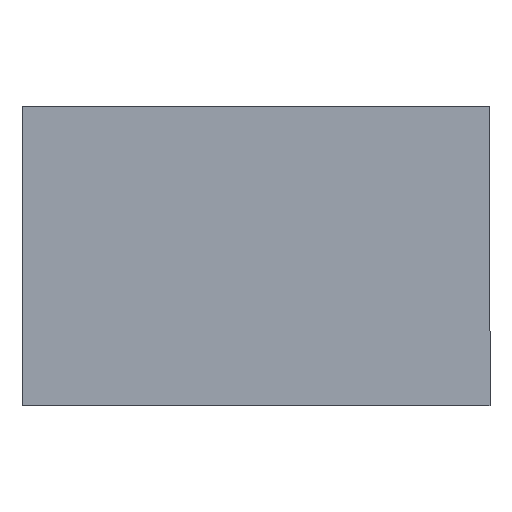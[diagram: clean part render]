
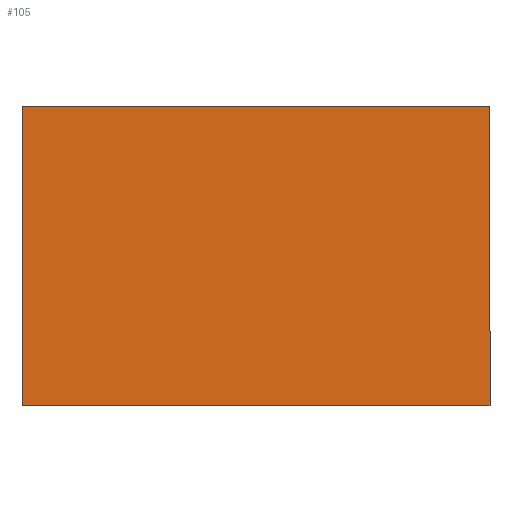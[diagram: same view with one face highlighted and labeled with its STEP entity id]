
A CAD part, left-side view. The second image highlights one B-rep face of the part: STEP entity #105.
In plain terms, the highlighted face is planar.
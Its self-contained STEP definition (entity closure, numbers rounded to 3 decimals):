
#105 = ADVANCED_FACE( '', ( #177 ), #178, .T. );
#177 = FACE_OUTER_BOUND( '', #227, .T. );
#178 = PLANE( '', #228 );
#227 = EDGE_LOOP( '', ( #310, #311, #312, #313 ) );
#228 = AXIS2_PLACEMENT_3D( '', #314, #315, #316 );
#310 = ORIENTED_EDGE( '', *, *, #363, .T. );
#311 = ORIENTED_EDGE( '', *, *, #366, .T. );
#312 = ORIENTED_EDGE( '', *, *, #340, .T. );
#313 = ORIENTED_EDGE( '', *, *, #335, .T. );
#314 = CARTESIAN_POINT( '', ( 0., 0., -0.375 ) );
#315 = DIRECTION( '', ( 0., 0., -1. ) );
#316 = DIRECTION( '', ( -1., 0., 0. ) );
#335 = EDGE_CURVE( '', #371, #372, #373, .T. );
#340 = EDGE_CURVE( '', #380, #371, #381, .T. );
#363 = EDGE_CURVE( '', #372, #414, #415, .T. );
#366 = EDGE_CURVE( '', #414, #380, #418, .T. );
#371 = VERTEX_POINT( '', #423 );
#372 = VERTEX_POINT( '', #424 );
#373 = LINE( '', #425, #426 );
#380 = VERTEX_POINT( '', #436 );
#381 = LINE( '', #437, #438 );
#414 = VERTEX_POINT( '', #487 );
#415 = LINE( '', #488, #489 );
#418 = LINE( '', #493, #494 );
#423 = CARTESIAN_POINT( '', ( -1.25, 0.8, -0.375 ) );
#424 = CARTESIAN_POINT( '', ( 1.25, 0.8, -0.375 ) );
#425 = CARTESIAN_POINT( '', ( -1.25, 0.8, -0.375 ) );
#426 = VECTOR( '', #498, 1000. );
#436 = CARTESIAN_POINT( '', ( -1.25, -0.8, -0.375 ) );
#437 = CARTESIAN_POINT( '', ( -1.25, -0.8, -0.375 ) );
#438 = VECTOR( '', #502, 1000. );
#487 = CARTESIAN_POINT( '', ( 1.25, -0.8, -0.375 ) );
#488 = CARTESIAN_POINT( '', ( 1.25, 0.8, -0.375 ) );
#489 = VECTOR( '', #519, 1000. );
#493 = CARTESIAN_POINT( '', ( 1.25, -0.8, -0.375 ) );
#494 = VECTOR( '', #521, 1000. );
#498 = DIRECTION( '', ( 1., 0., 0. ) );
#502 = DIRECTION( '', ( 0., 1., 0. ) );
#519 = DIRECTION( '', ( 0., -1., 0. ) );
#521 = DIRECTION( '', ( -1., 0., 0. ) );
